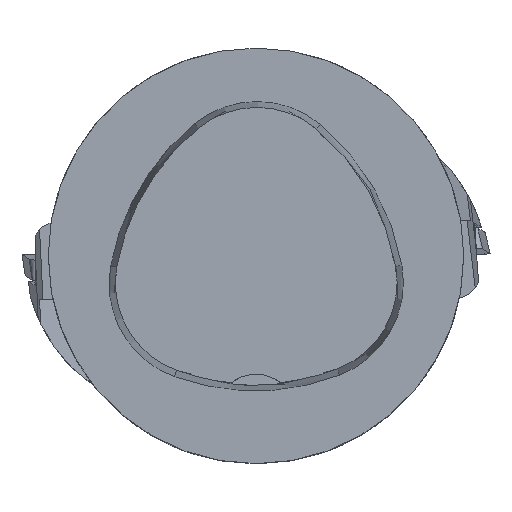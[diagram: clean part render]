
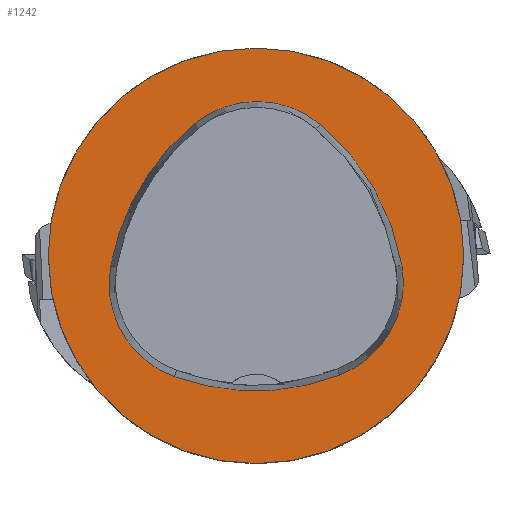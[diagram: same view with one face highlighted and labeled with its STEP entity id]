
A CAD part, top view. The second image highlights one B-rep face of the part: STEP entity #1242.
In plain terms, the highlighted planar face has unit normal (0, 0, 1).
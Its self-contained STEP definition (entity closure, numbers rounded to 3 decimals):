
#773=FACE_BOUND('',#1867,.T.);
#774=FACE_BOUND('',#1868,.T.);
#887=CIRCLE('',#5340,31.5);
#888=CIRCLE('',#5346,36.);
#890=CIRCLE('',#5349,15.);
#892=CIRCLE('',#5352,36.);
#894=CIRCLE('',#5355,15.);
#898=CIRCLE('',#5360,36.);
#900=CIRCLE('',#5363,15.);
#1242=ADVANCED_FACE('',(#773,#774),#1418,.T.);
#1418=PLANE('',#5368);
#1867=EDGE_LOOP('',(#2845,#2846,#2847,#2848,#2849,#2850));
#1868=EDGE_LOOP('',(#2851));
#2845=ORIENTED_EDGE('',*,*,#4010,.T.);
#2846=ORIENTED_EDGE('',*,*,#3990,.T.);
#2847=ORIENTED_EDGE('',*,*,#3994,.T.);
#2848=ORIENTED_EDGE('',*,*,#3997,.T.);
#2849=ORIENTED_EDGE('',*,*,#4000,.T.);
#2850=ORIENTED_EDGE('',*,*,#4008,.T.);
#2851=ORIENTED_EDGE('',*,*,#3981,.F.);
#3446=VERTEX_POINT('',#7957);
#3455=VERTEX_POINT('',#7976);
#3456=VERTEX_POINT('',#7977);
#3459=VERTEX_POINT('',#7985);
#3461=VERTEX_POINT('',#7991);
#3463=VERTEX_POINT('',#7997);
#3470=VERTEX_POINT('',#8018);
#3981=EDGE_CURVE('',#3446,#3446,#887,.T.);
#3990=EDGE_CURVE('',#3455,#3456,#888,.T.);
#3994=EDGE_CURVE('',#3456,#3459,#890,.T.);
#3997=EDGE_CURVE('',#3459,#3461,#892,.T.);
#4000=EDGE_CURVE('',#3461,#3463,#894,.T.);
#4008=EDGE_CURVE('',#3463,#3470,#898,.T.);
#4010=EDGE_CURVE('',#3470,#3455,#900,.T.);
#5340=AXIS2_PLACEMENT_3D('',#7956,#6245,#6246);
#5346=AXIS2_PLACEMENT_3D('',#7975,#6261,#6262);
#5349=AXIS2_PLACEMENT_3D('',#7984,#6269,#6270);
#5352=AXIS2_PLACEMENT_3D('',#7990,#6276,#6277);
#5355=AXIS2_PLACEMENT_3D('',#7996,#6283,#6284);
#5360=AXIS2_PLACEMENT_3D('',#8019,#6295,#6296);
#5363=AXIS2_PLACEMENT_3D('',#8022,#6301,#6302);
#5368=AXIS2_PLACEMENT_3D('',#8027,#6311,#6312);
#6245=DIRECTION('',(0.,0.,-1.));
#6246=DIRECTION('',(-1.,0.,0.));
#6261=DIRECTION('',(0.,0.,-1.));
#6262=DIRECTION('',(-1.,0.,0.));
#6269=DIRECTION('',(0.,0.,-1.));
#6270=DIRECTION('',(-1.,0.,0.));
#6276=DIRECTION('',(0.,0.,-1.));
#6277=DIRECTION('',(-1.,0.,0.));
#6283=DIRECTION('',(0.,0.,-1.));
#6284=DIRECTION('',(-1.,0.,0.));
#6295=DIRECTION('',(0.,0.,-1.));
#6296=DIRECTION('',(-1.,0.,0.));
#6301=DIRECTION('',(0.,0.,-1.));
#6302=DIRECTION('',(-1.,0.,0.));
#6311=DIRECTION('',(0.,0.,1.));
#6312=DIRECTION('',(-1.,0.,0.));
#7956=CARTESIAN_POINT('',(0.,0.,0.));
#7957=CARTESIAN_POINT('',(-31.5,0.,0.));
#7975=CARTESIAN_POINT('',(13.398,-7.893,0.));
#7976=CARTESIAN_POINT('',(-22.041,-1.562,0.));
#7977=CARTESIAN_POINT('',(-9.317,20.036,0.));
#7984=CARTESIAN_POINT('',(0.148,8.399,0.));
#7985=CARTESIAN_POINT('',(9.779,19.898,0.));
#7990=CARTESIAN_POINT('',(-13.337,-7.7,0.));
#7991=CARTESIAN_POINT('',(22.122,-1.48,0.));
#7996=CARTESIAN_POINT('',(7.347,-4.071,0.));
#7997=CARTESIAN_POINT('',(12.693,-18.087,0.));
#8018=CARTESIAN_POINT('',(-12.373,-18.307,0.));
#8019=CARTESIAN_POINT('',(-0.137,15.55,0.));
#8022=CARTESIAN_POINT('',(-7.275,-4.2,0.));
#8027=CARTESIAN_POINT('',(0.,0.,0.));
